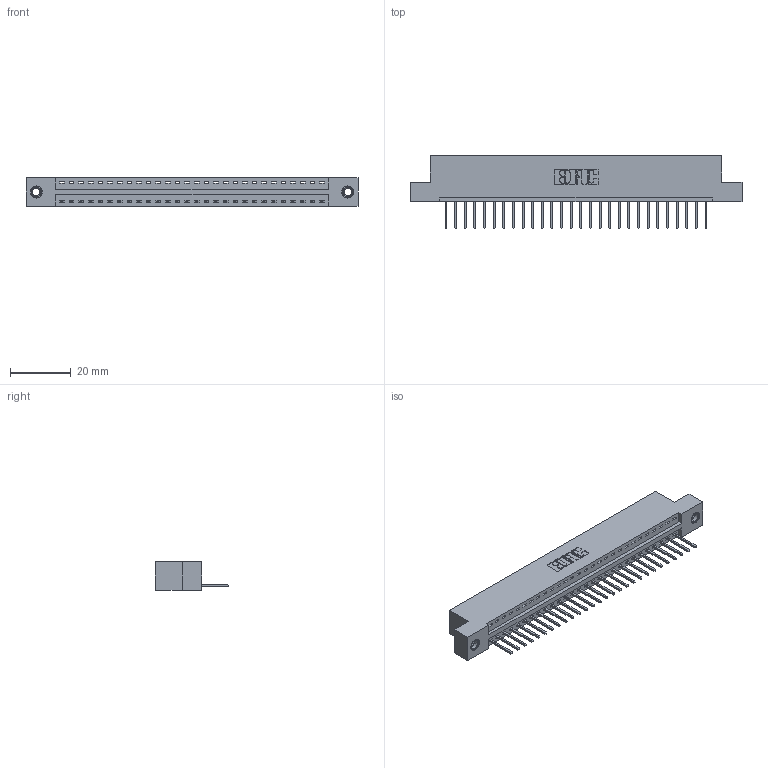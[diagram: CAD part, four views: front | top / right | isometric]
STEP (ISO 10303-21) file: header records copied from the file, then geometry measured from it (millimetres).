
FILE_DESCRIPTION (( 'STEP AP203' ), '1' );
FILE_NAME ('346-028-526-107.STEP', '2018-08-22T01:29:27', ( '' ), ( '' ), 'SwSTEP 2.0', 'SolidWorks 2016', '' );
FILE_SCHEMA (( 'CONFIG_CONTROL_DESIGN' ));
Length unit declared in the file: inch
Products named in the file (4): 346-028-526-107; 346 Part_Flush Mounting Lugs - 0.156 Dia-TI; 345-292-001_345-293-126; 345-250-001_345-250-005-103
Assembly tree (31 placements, depth 2):
  346-028-526-107
    346 Part_Flush Mounting Lugs - 0.156 Dia-TI
    345-292-001_345-293-126  x28
    345-250-001_345-250-005-103  x2
Bounding box: 109.47 x 24.13 x 9.4 mm (x, y, z)
Volume: 10346.8 mm3; surface area: 12788.5 mm2
Topology: 31 solids, 31 shells, 1806 faces, 5393 edges, 3550 vertices
Faces by surface type: plane 1228, cylinder 562, cone 12, torus 4
Entity records: 20466 total; most frequent: CARTESIAN_POINT 3495, ORIENTED_EDGE 3450, DIRECTION 3127, EDGE_CURVE 1725, VECTOR 1461, LINE 1461, VERTEX_POINT 1144, AXIS2_PLACEMENT_3D 833
